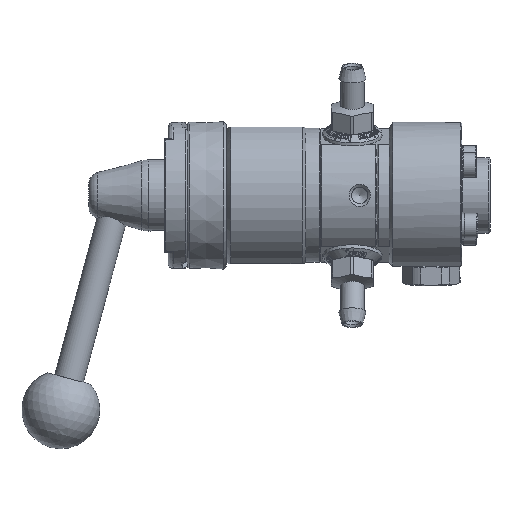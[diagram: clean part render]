
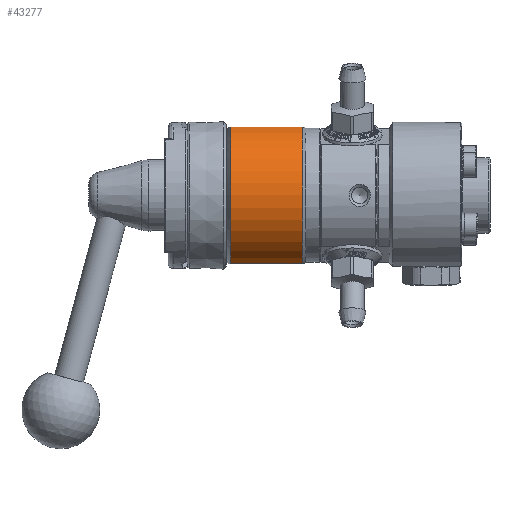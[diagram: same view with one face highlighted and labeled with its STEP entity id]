
A CAD part, front view. The second image highlights one B-rep face of the part: STEP entity #43277.
In plain terms, the highlighted cylindrical face has radius 29.747 mm (diameter 59.494 mm), a partial arc.
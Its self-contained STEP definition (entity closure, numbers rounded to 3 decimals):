
#4467=CYLINDRICAL_SURFACE('',#55983,29.747);
#5808=LINE('',#86642,#7751);
#5810=LINE('',#86647,#7753);
#7751=VECTOR('',#63148,1000.);
#7753=VECTOR('',#63154,1000.);
#15902=ORIENTED_EDGE('',*,*,#25146,.T.);
#15903=ORIENTED_EDGE('',*,*,#25148,.F.);
#15904=ORIENTED_EDGE('',*,*,#25149,.F.);
#15905=ORIENTED_EDGE('',*,*,#25132,.T.);
#25132=EDGE_CURVE('',#30277,#30276,#33191,.T.);
#25146=EDGE_CURVE('',#30276,#30285,#5808,.T.);
#25148=EDGE_CURVE('',#30287,#30285,#33202,.T.);
#25149=EDGE_CURVE('',#30277,#30287,#5810,.T.);
#30276=VERTEX_POINT('',#86581);
#30277=VERTEX_POINT('',#86583);
#30285=VERTEX_POINT('',#86640);
#30287=VERTEX_POINT('',#86646);
#33191=CIRCLE('',#55965,29.747);
#33202=CIRCLE('',#55984,29.747);
#35354=EDGE_LOOP('',(#15902,#15903,#15904,#15905));
#38770=FACE_BOUND('',#35354,.T.);
#43277=ADVANCED_FACE('',(#38770),#4467,.T.);
#55965=AXIS2_PLACEMENT_3D('',#86582,#63112,#63113);
#55983=AXIS2_PLACEMENT_3D('',#86644,#63150,#63151);
#55984=AXIS2_PLACEMENT_3D('',#86645,#63152,#63153);
#63112=DIRECTION('',(-1.,0.,0.));
#63113=DIRECTION('',(0.,0.,-1.));
#63148=DIRECTION('',(-1.,0.,0.));
#63150=DIRECTION('',(-1.,0.,0.));
#63151=DIRECTION('',(0.,0.,-1.));
#63152=DIRECTION('',(-1.,0.,0.));
#63153=DIRECTION('',(0.,-1.,0.));
#63154=DIRECTION('',(-1.,0.,0.));
#86581=CARTESIAN_POINT('',(35.559,-10.723,27.747));
#86582=CARTESIAN_POINT('',(35.559,0.,0.));
#86583=CARTESIAN_POINT('',(35.559,-10.723,-27.747));
#86640=CARTESIAN_POINT('',(6.449,-10.723,27.747));
#86642=CARTESIAN_POINT('',(29.748,-10.723,27.747));
#86644=CARTESIAN_POINT('',(29.748,0.,0.));
#86645=CARTESIAN_POINT('',(6.449,0.,0.));
#86646=CARTESIAN_POINT('',(6.449,-10.723,-27.747));
#86647=CARTESIAN_POINT('',(35.559,-10.723,-27.747));
